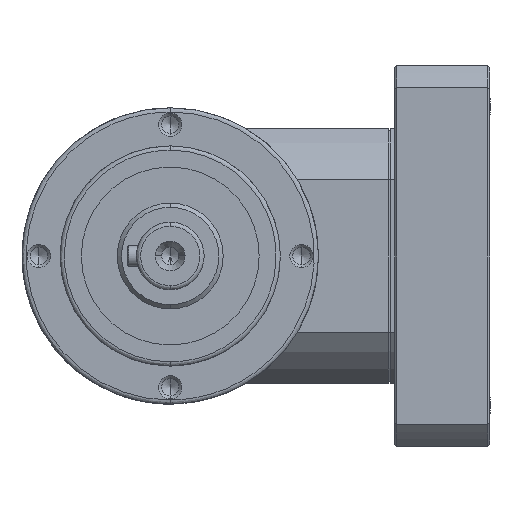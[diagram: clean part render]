
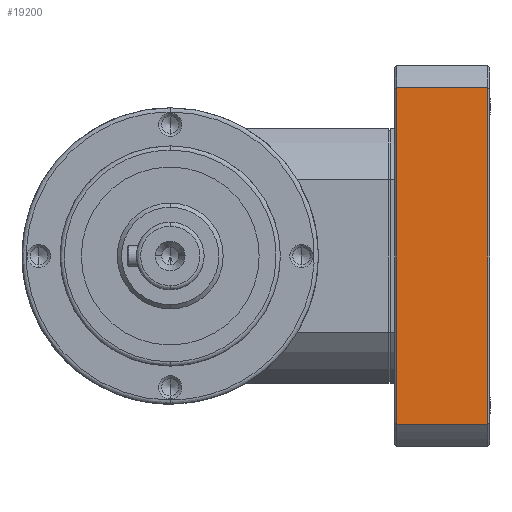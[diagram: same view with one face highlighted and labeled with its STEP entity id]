
A CAD part, left-side view. The second image highlights one B-rep face of the part: STEP entity #19200.
In plain terms, the highlighted face is planar.
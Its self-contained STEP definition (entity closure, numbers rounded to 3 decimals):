
#1171 = CARTESIAN_POINT ( 'NONE',  ( 39.686, -45., 3. ) ) ;
#2991 = CARTESIAN_POINT ( 'NONE',  ( -39.686, -45., 3. ) ) ;
#3485 = VECTOR ( 'NONE', #5450, 1000. ) ;
#4182 = FACE_OUTER_BOUND ( 'NONE', #23274, .T. ) ;
#5361 = DIRECTION ( 'NONE',  ( -1., 0., 0. ) ) ;
#5450 = DIRECTION ( 'NONE',  ( 1., 0., 0. ) ) ;
#5864 = LINE ( 'NONE', #18056, #10843 ) ;
#5980 = ORIENTED_EDGE ( 'NONE', *, *, #20199, .F. ) ;
#6871 = DIRECTION ( 'NONE',  ( 0., 0., -1. ) ) ;
#7409 = VECTOR ( 'NONE', #10515, 1000. ) ;
#7469 = CARTESIAN_POINT ( 'NONE',  ( 39.686, -45., 3. ) ) ;
#8903 = CARTESIAN_POINT ( 'NONE',  ( 39.686, -45., 25. ) ) ;
#9326 = DIRECTION ( 'NONE',  ( -1., 0., 0. ) ) ;
#9335 = CARTESIAN_POINT ( 'NONE',  ( -39.686, -45., 3.5 ) ) ;
#9667 = CARTESIAN_POINT ( 'NONE',  ( -39.686, -45., 25. ) ) ;
#10515 = DIRECTION ( 'NONE',  ( 0., 0., 1. ) ) ;
#10843 = VECTOR ( 'NONE', #5361, 1000. ) ;
#11089 = CARTESIAN_POINT ( 'NONE',  ( 39.686, -45., 25. ) ) ;
#11688 = VECTOR ( 'NONE', #6871, 1000. ) ;
#11938 = ORIENTED_EDGE ( 'NONE', *, *, #20058, .F. ) ;
#12228 = LINE ( 'NONE', #2991, #7409 ) ;
#12690 = PLANE ( 'NONE',  #13585 ) ;
#13585 = AXIS2_PLACEMENT_3D ( 'NONE', #7469, #19871, #9326 ) ;
#14041 = VERTEX_POINT ( 'NONE', #19768 ) ;
#16467 = EDGE_CURVE ( 'NONE', #21806, #22287, #17456, .T. ) ;
#16975 = LINE ( 'NONE', #1171, #11688 ) ;
#17456 = LINE ( 'NONE', #11089, #3485 ) ;
#18056 = CARTESIAN_POINT ( 'NONE',  ( 32.714, -45., 3.5 ) ) ;
#19200 = ADVANCED_FACE ( 'NONE', ( #4182 ), #12690, .F. ) ;
#19768 = CARTESIAN_POINT ( 'NONE',  ( 39.686, -45., 3.5 ) ) ;
#19871 = DIRECTION ( 'NONE',  ( 0., 1., 0. ) ) ;
#20029 = EDGE_CURVE ( 'NONE', #23383, #21806, #12228, .T. ) ;
#20058 = EDGE_CURVE ( 'NONE', #22287, #14041, #16975, .T. ) ;
#20199 = EDGE_CURVE ( 'NONE', #14041, #23383, #5864, .T. ) ;
#21728 = ORIENTED_EDGE ( 'NONE', *, *, #20029, .F. ) ;
#21806 = VERTEX_POINT ( 'NONE', #9667 ) ;
#22287 = VERTEX_POINT ( 'NONE', #8903 ) ;
#22543 = ORIENTED_EDGE ( 'NONE', *, *, #16467, .F. ) ;
#23274 = EDGE_LOOP ( 'NONE', ( #11938, #22543, #21728, #5980 ) ) ;
#23383 = VERTEX_POINT ( 'NONE', #9335 ) ;
